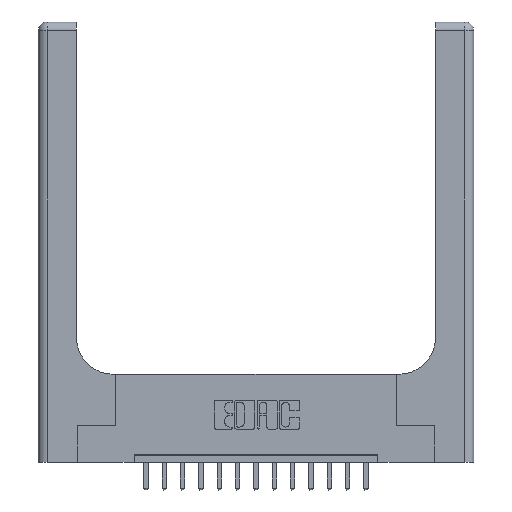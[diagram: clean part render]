
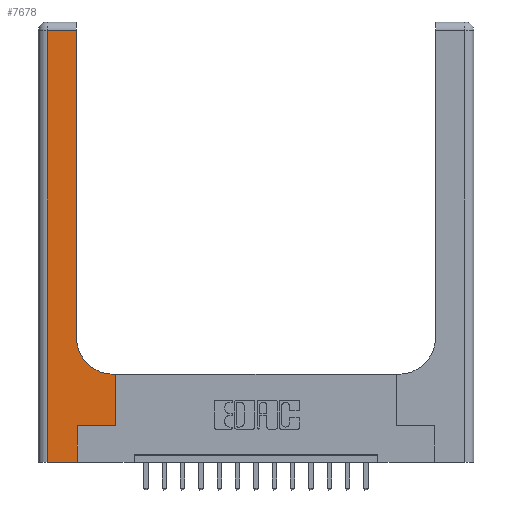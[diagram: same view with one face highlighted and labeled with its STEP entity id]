
A CAD part, top view. The second image highlights one B-rep face of the part: STEP entity #7678.
In plain terms, the highlighted planar face has unit normal (0, 0, 1).
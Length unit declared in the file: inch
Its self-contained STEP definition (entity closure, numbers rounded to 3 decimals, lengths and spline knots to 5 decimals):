
#208 = ORIENTED_EDGE ( 'NONE', *, *, #6656, .T. ) ;
#320 = LINE ( 'NONE', #8375, #16825 ) ;
#390 = DIRECTION ( 'NONE',  ( 0., 1., 0. ) ) ;
#431 = CARTESIAN_POINT ( 'NONE',  ( 0.265, 0.25, 0.37 ) ) ;
#1027 = CARTESIAN_POINT ( 'NONE',  ( 0., 2.94, 0.37 ) ) ;
#1400 = ORIENTED_EDGE ( 'NONE', *, *, #15728, .T. ) ;
#1435 = DIRECTION ( 'NONE',  ( 0., -1., 0. ) ) ;
#1632 = EDGE_LOOP ( 'NONE', ( #3362, #208, #8452, #7414, #5192, #6707, #1400, #7526, #11054 ) ) ;
#2126 = VERTEX_POINT ( 'NONE', #14168 ) ;
#2236 = CIRCLE ( 'NONE', #11988, 0.25 ) ;
#2828 = CARTESIAN_POINT ( 'NONE',  ( 0., 0., 0.37 ) ) ;
#3170 = VERTEX_POINT ( 'NONE', #12166 ) ;
#3180 = DIRECTION ( 'NONE',  ( 0., 0., -1. ) ) ;
#3242 = EDGE_CURVE ( 'NONE', #16341, #16944, #13885, .T. ) ;
#3267 = VERTEX_POINT ( 'NONE', #14565 ) ;
#3305 = AXIS2_PLACEMENT_3D ( 'NONE', #7973, #7914, #13204 ) ;
#3362 = ORIENTED_EDGE ( 'NONE', *, *, #9658, .T. ) ;
#3914 = VECTOR ( 'NONE', #15917, 39.37008 ) ;
#4095 = CARTESIAN_POINT ( 'NONE',  ( 0.26, 0.85, 0.37 ) ) ;
#4461 = LINE ( 'NONE', #2828, #7956 ) ;
#4903 = DIRECTION ( 'NONE',  ( -1., 0., 0. ) ) ;
#5192 = ORIENTED_EDGE ( 'NONE', *, *, #15179, .T. ) ;
#5245 = VECTOR ( 'NONE', #15840, 39.37008 ) ;
#5301 = EDGE_CURVE ( 'NONE', #3267, #2126, #11527, .T. ) ;
#5309 = CARTESIAN_POINT ( 'NONE',  ( 0.06, 0., 0.37 ) ) ;
#5572 = VECTOR ( 'NONE', #12588, 39.37008 ) ;
#5898 = CARTESIAN_POINT ( 'NONE',  ( 0.51, 0.85, 0.37 ) ) ;
#6084 = CARTESIAN_POINT ( 'NONE',  ( 0.265, 0., 0.37 ) ) ;
#6584 = CARTESIAN_POINT ( 'NONE',  ( 0.26, 3., 0.37 ) ) ;
#6656 = EDGE_CURVE ( 'NONE', #16872, #3170, #12116, .T. ) ;
#6707 = ORIENTED_EDGE ( 'NONE', *, *, #3242, .T. ) ;
#7414 = ORIENTED_EDGE ( 'NONE', *, *, #12564, .T. ) ;
#7468 = VECTOR ( 'NONE', #1435, 39.37008 ) ;
#7526 = ORIENTED_EDGE ( 'NONE', *, *, #5301, .T. ) ;
#7624 = VECTOR ( 'NONE', #7635, 39.37008 ) ;
#7635 = DIRECTION ( 'NONE',  ( 1., 0., 0. ) ) ;
#7656 = VERTEX_POINT ( 'NONE', #5309 ) ;
#7678 = ADVANCED_FACE ( 'NONE', ( #15637 ), #15914, .F. ) ;
#7914 = DIRECTION ( 'NONE',  ( 0., 0., -1. ) ) ;
#7956 = VECTOR ( 'NONE', #12234, 39.37008 ) ;
#7973 = CARTESIAN_POINT ( 'NONE',  ( 0., 3., 0.37 ) ) ;
#8375 = CARTESIAN_POINT ( 'NONE',  ( 0.528, 0.25, 0.37 ) ) ;
#8452 = ORIENTED_EDGE ( 'NONE', *, *, #14186, .T. ) ;
#9606 = CARTESIAN_POINT ( 'NONE',  ( 0.265, 0., 0.37 ) ) ;
#9658 = EDGE_CURVE ( 'NONE', #15519, #16872, #15160, .T. ) ;
#9842 = EDGE_CURVE ( 'NONE', #2126, #15519, #2236, .T. ) ;
#9897 = DIRECTION ( 'NONE',  ( 1., 0., 0. ) ) ;
#10154 = LINE ( 'NONE', #15962, #7468 ) ;
#11054 = ORIENTED_EDGE ( 'NONE', *, *, #9842, .T. ) ;
#11527 = LINE ( 'NONE', #11727, #11936 ) ;
#11727 = CARTESIAN_POINT ( 'NONE',  ( 0.26, 0.6, 0.37 ) ) ;
#11936 = VECTOR ( 'NONE', #4903, 39.37008 ) ;
#11988 = AXIS2_PLACEMENT_3D ( 'NONE', #5898, #3180, #9897 ) ;
#12116 = LINE ( 'NONE', #1027, #5245 ) ;
#12166 = CARTESIAN_POINT ( 'NONE',  ( 0.06, 2.94, 0.37 ) ) ;
#12234 = DIRECTION ( 'NONE',  ( 1., 0., 0. ) ) ;
#12416 = CARTESIAN_POINT ( 'NONE',  ( 0.265, 0.25, 0.37 ) ) ;
#12564 = EDGE_CURVE ( 'NONE', #7656, #17259, #4461, .T. ) ;
#12588 = DIRECTION ( 'NONE',  ( 0., 1., 0. ) ) ;
#13204 = DIRECTION ( 'NONE',  ( -1., 0., 0. ) ) ;
#13885 = LINE ( 'NONE', #12416, #7624 ) ;
#14168 = CARTESIAN_POINT ( 'NONE',  ( 0.51, 0.6, 0.37 ) ) ;
#14186 = EDGE_CURVE ( 'NONE', #3170, #7656, #10154, .T. ) ;
#14565 = CARTESIAN_POINT ( 'NONE',  ( 0.528, 0.6, 0.37 ) ) ;
#14993 = CARTESIAN_POINT ( 'NONE',  ( 0.26, 2.94, 0.37 ) ) ;
#15160 = LINE ( 'NONE', #6584, #3914 ) ;
#15179 = EDGE_CURVE ( 'NONE', #17259, #16341, #15371, .T. ) ;
#15371 = LINE ( 'NONE', #6084, #5572 ) ;
#15519 = VERTEX_POINT ( 'NONE', #4095 ) ;
#15637 = FACE_OUTER_BOUND ( 'NONE', #1632, .T. ) ;
#15728 = EDGE_CURVE ( 'NONE', #16944, #3267, #320, .T. ) ;
#15840 = DIRECTION ( 'NONE',  ( -1., 0., 0. ) ) ;
#15914 = PLANE ( 'NONE',  #3305 ) ;
#15917 = DIRECTION ( 'NONE',  ( 0., 1., 0. ) ) ;
#15962 = CARTESIAN_POINT ( 'NONE',  ( 0.06, 3., 0.37 ) ) ;
#16341 = VERTEX_POINT ( 'NONE', #431 ) ;
#16400 = CARTESIAN_POINT ( 'NONE',  ( 0.528, 0.25, 0.37 ) ) ;
#16825 = VECTOR ( 'NONE', #390, 39.37008 ) ;
#16872 = VERTEX_POINT ( 'NONE', #14993 ) ;
#16944 = VERTEX_POINT ( 'NONE', #16400 ) ;
#17259 = VERTEX_POINT ( 'NONE', #9606 ) ;
